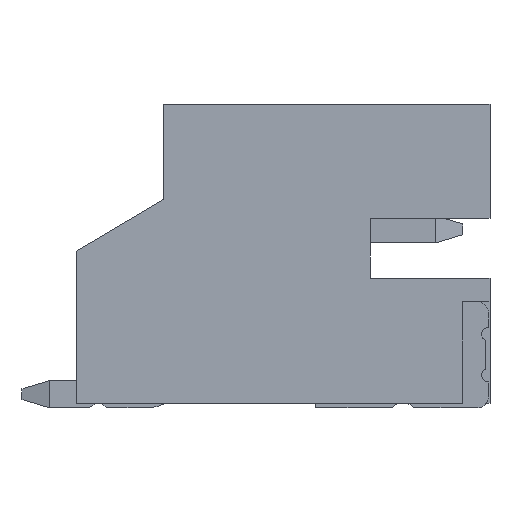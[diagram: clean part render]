
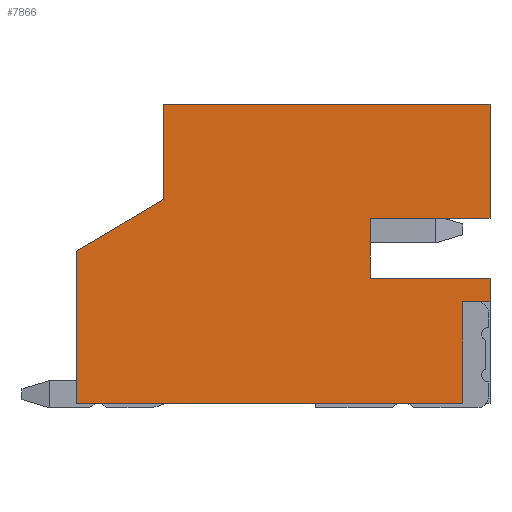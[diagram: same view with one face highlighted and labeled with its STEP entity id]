
A CAD part, left-side view. The second image highlights one B-rep face of the part: STEP entity #7866.
In plain terms, the highlighted face is planar.
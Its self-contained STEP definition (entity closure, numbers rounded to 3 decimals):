
#742=ORIENTED_EDGE('',*,*,#2160,.F.);
#743=ORIENTED_EDGE('',*,*,#2198,.T.);
#744=ORIENTED_EDGE('',*,*,#2232,.F.);
#745=ORIENTED_EDGE('',*,*,#2186,.F.);
#746=ORIENTED_EDGE('',*,*,#2191,.F.);
#747=ORIENTED_EDGE('',*,*,#2193,.F.);
#748=ORIENTED_EDGE('',*,*,#2233,.F.);
#749=ORIENTED_EDGE('',*,*,#2234,.F.);
#750=ORIENTED_EDGE('',*,*,#2235,.F.);
#751=ORIENTED_EDGE('',*,*,#2126,.T.);
#752=ORIENTED_EDGE('',*,*,#2123,.T.);
#753=ORIENTED_EDGE('',*,*,#2236,.F.);
#2123=EDGE_CURVE('',#2890,#2891,#3456,.T.);
#2126=EDGE_CURVE('',#2892,#2890,#3459,.T.);
#2160=EDGE_CURVE('',#2918,#2919,#3493,.T.);
#2186=EDGE_CURVE('',#2940,#2941,#3519,.T.);
#2191=EDGE_CURVE('',#2943,#2940,#3524,.T.);
#2193=EDGE_CURVE('',#2944,#2943,#3526,.T.);
#2198=EDGE_CURVE('',#2918,#2948,#3531,.T.);
#2232=EDGE_CURVE('',#2941,#2948,#3561,.T.);
#2233=EDGE_CURVE('',#2963,#2944,#3562,.T.);
#2234=EDGE_CURVE('',#2964,#2963,#3563,.T.);
#2235=EDGE_CURVE('',#2892,#2964,#3564,.T.);
#2236=EDGE_CURVE('',#2919,#2891,#3565,.T.);
#2890=VERTEX_POINT('',#10647);
#2891=VERTEX_POINT('',#10648);
#2892=VERTEX_POINT('',#10653);
#2918=VERTEX_POINT('',#10722);
#2919=VERTEX_POINT('',#10724);
#2940=VERTEX_POINT('',#10778);
#2941=VERTEX_POINT('',#10780);
#2943=VERTEX_POINT('',#10787);
#2944=VERTEX_POINT('',#10791);
#2948=VERTEX_POINT('',#10801);
#2963=VERTEX_POINT('',#10859);
#2964=VERTEX_POINT('',#10861);
#3456=LINE('',#10646,#4171);
#3459=LINE('',#10652,#4174);
#3493=LINE('',#10723,#4208);
#3519=LINE('',#10779,#4234);
#3524=LINE('',#10788,#4239);
#3526=LINE('',#10792,#4241);
#3531=LINE('',#10802,#4246);
#3561=LINE('',#10857,#4276);
#3562=LINE('',#10858,#4277);
#3563=LINE('',#10860,#4278);
#3564=LINE('',#10862,#4279);
#3565=LINE('',#10863,#4280);
#4171=VECTOR('',#8984,1000.);
#4174=VECTOR('',#8989,1000.);
#4208=VECTOR('',#9043,1000.);
#4234=VECTOR('',#9085,1000.);
#4239=VECTOR('',#9092,1000.);
#4241=VECTOR('',#9096,1000.);
#4246=VECTOR('',#9103,1000.);
#4276=VECTOR('',#9155,1000.);
#4277=VECTOR('',#9156,1000.);
#4278=VECTOR('',#9157,1000.);
#4279=VECTOR('',#9158,1000.);
#4280=VECTOR('',#9159,1000.);
#4766=EDGE_LOOP('',(#742,#743,#744,#745,#746,#747,#748,#749,#750,#751,#752,
#753));
#5085=FACE_BOUND('',#4766,.T.);
#5404=PLANE('',#8220);
#7866=ADVANCED_FACE('',(#5085),#5404,.F.);
#8220=AXIS2_PLACEMENT_3D('',#10856,#9153,#9154);
#8984=DIRECTION('',(0.,1.,0.));
#8989=DIRECTION('',(0.,0.511,-0.86));
#9043=DIRECTION('',(0.,1.,0.));
#9085=DIRECTION('',(0.,0.,1.));
#9092=DIRECTION('',(0.,1.,0.));
#9096=DIRECTION('',(0.,0.,-1.));
#9103=DIRECTION('',(0.,0.,1.));
#9153=DIRECTION('',(-1.,0.,0.));
#9154=DIRECTION('',(0.,0.,1.));
#9155=DIRECTION('',(0.,1.,0.));
#9156=DIRECTION('',(0.,1.,0.));
#9157=DIRECTION('',(0.,0.,1.));
#9158=DIRECTION('',(0.,-1.,0.));
#9159=DIRECTION('',(0.,0.,-1.));
#10646=CARTESIAN_POINT('',(7.,-0.05,-4.6));
#10647=CARTESIAN_POINT('',(7.,-0.05,-4.6));
#10648=CARTESIAN_POINT('',(7.,2.75,-4.6));
#10652=CARTESIAN_POINT('',(7.,-1.,-3.));
#10653=CARTESIAN_POINT('',(7.,-1.,-3.));
#10722=CARTESIAN_POINT('',(7.,0.88,2.5));
#10723=CARTESIAN_POINT('',(7.,0.88,2.5));
#10724=CARTESIAN_POINT('',(7.,2.75,2.5));
#10778=CARTESIAN_POINT('',(7.,0.45,0.8));
#10779=CARTESIAN_POINT('',(7.,0.45,0.8));
#10780=CARTESIAN_POINT('',(7.,0.45,3.));
#10787=CARTESIAN_POINT('',(7.,-0.65,0.8));
#10788=CARTESIAN_POINT('',(7.,-0.65,0.8));
#10791=CARTESIAN_POINT('',(7.,-0.65,3.));
#10792=CARTESIAN_POINT('',(7.,-0.65,3.));
#10801=CARTESIAN_POINT('',(7.,0.88,3.));
#10802=CARTESIAN_POINT('',(7.,0.88,2.5));
#10856=CARTESIAN_POINT('',(7.,0.,0.));
#10857=CARTESIAN_POINT('',(7.,-2.75,3.));
#10858=CARTESIAN_POINT('',(7.,-2.75,3.));
#10859=CARTESIAN_POINT('',(7.,-2.75,3.));
#10860=CARTESIAN_POINT('',(7.,-2.75,-3.));
#10861=CARTESIAN_POINT('',(7.,-2.75,-3.));
#10862=CARTESIAN_POINT('',(7.,2.75,-3.));
#10863=CARTESIAN_POINT('',(7.,2.75,3.));
